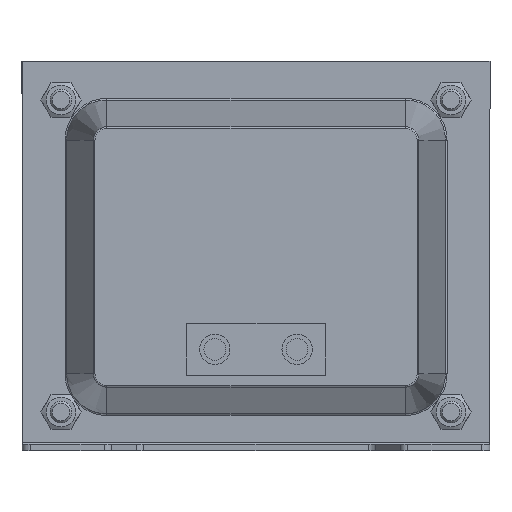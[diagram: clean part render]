
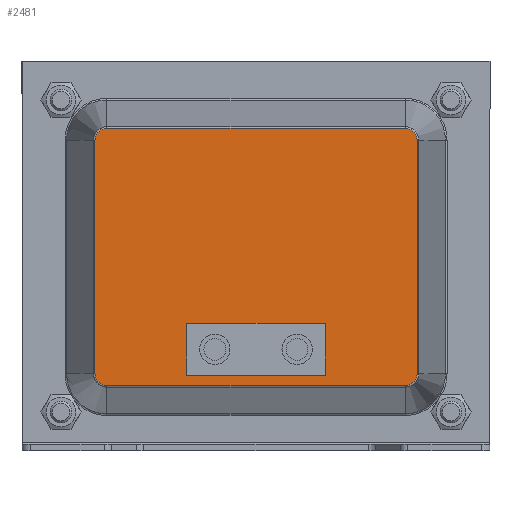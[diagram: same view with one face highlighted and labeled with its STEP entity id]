
A CAD part, front view. The second image highlights one B-rep face of the part: STEP entity #2481.
In plain terms, the highlighted face is planar.
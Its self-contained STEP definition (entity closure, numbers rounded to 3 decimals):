
#114=FACE_BOUND('',#444,.T.);
#196=PLANE('',#2847);
#300=FACE_OUTER_BOUND('',#443,.T.);
#443=EDGE_LOOP('',(#1844,#1845,#1846,#1847,#1848,#1849,#1850,#1851));
#444=EDGE_LOOP('',(#1852,#1853,#1854,#1855));
#612=LINE('',#3869,#810);
#616=LINE('',#3877,#814);
#619=LINE('',#3883,#817);
#622=LINE('',#3888,#820);
#644=LINE('',#3968,#842);
#646=LINE('',#3988,#844);
#649=LINE('',#3995,#847);
#651=LINE('',#4010,#849);
#810=VECTOR('',#3132,10.);
#814=VECTOR('',#3138,10.);
#817=VECTOR('',#3143,10.);
#820=VECTOR('',#3148,10.);
#842=VECTOR('',#3232,10.);
#844=VECTOR('',#3256,10.);
#847=VECTOR('',#3263,10.);
#849=VECTOR('',#3283,10.);
#1006=CIRCLE('',#2822,2.728);
#1010=CIRCLE('',#2827,2.728);
#1014=CIRCLE('',#2834,2.728);
#1018=CIRCLE('',#2839,2.728);
#1114=VERTEX_POINT('',#3867);
#1115=VERTEX_POINT('',#3868);
#1118=VERTEX_POINT('',#3876);
#1120=VERTEX_POINT('',#3882);
#1147=VERTEX_POINT('',#3965);
#1148=VERTEX_POINT('',#3967);
#1151=VERTEX_POINT('',#3974);
#1152=VERTEX_POINT('',#3979);
#1155=VERTEX_POINT('',#3986);
#1156=VERTEX_POINT('',#3991);
#1159=VERTEX_POINT('',#3998);
#1160=VERTEX_POINT('',#4003);
#1342=EDGE_CURVE('',#1114,#1115,#612,.T.);
#1346=EDGE_CURVE('',#1118,#1114,#616,.T.);
#1349=EDGE_CURVE('',#1120,#1118,#619,.T.);
#1352=EDGE_CURVE('',#1115,#1120,#622,.T.);
#1391=EDGE_CURVE('',#1147,#1148,#644,.T.);
#1395=EDGE_CURVE('',#1151,#1147,#1006,.T.);
#1399=EDGE_CURVE('',#1148,#1152,#1010,.T.);
#1401=EDGE_CURVE('',#1155,#1151,#646,.T.);
#1405=EDGE_CURVE('',#1152,#1156,#649,.T.);
#1407=EDGE_CURVE('',#1159,#1155,#1014,.T.);
#1411=EDGE_CURVE('',#1156,#1160,#1018,.T.);
#1413=EDGE_CURVE('',#1160,#1159,#651,.T.);
#1844=ORIENTED_EDGE('',*,*,#1391,.F.);
#1845=ORIENTED_EDGE('',*,*,#1395,.F.);
#1846=ORIENTED_EDGE('',*,*,#1401,.F.);
#1847=ORIENTED_EDGE('',*,*,#1407,.F.);
#1848=ORIENTED_EDGE('',*,*,#1413,.F.);
#1849=ORIENTED_EDGE('',*,*,#1411,.F.);
#1850=ORIENTED_EDGE('',*,*,#1405,.F.);
#1851=ORIENTED_EDGE('',*,*,#1399,.F.);
#1852=ORIENTED_EDGE('',*,*,#1342,.T.);
#1853=ORIENTED_EDGE('',*,*,#1352,.T.);
#1854=ORIENTED_EDGE('',*,*,#1349,.T.);
#1855=ORIENTED_EDGE('',*,*,#1346,.T.);
#2481=ADVANCED_FACE('',(#300,#114),#196,.T.);
#2822=AXIS2_PLACEMENT_3D('',#3976,#3240,#3241);
#2827=AXIS2_PLACEMENT_3D('',#3983,#3250,#3251);
#2834=AXIS2_PLACEMENT_3D('',#4000,#3268,#3269);
#2839=AXIS2_PLACEMENT_3D('',#4007,#3278,#3279);
#2847=AXIS2_PLACEMENT_3D('',#4029,#3303,#3304);
#3132=DIRECTION('',(0.,0.,-1.));
#3138=DIRECTION('',(-1.,0.,0.));
#3143=DIRECTION('',(0.,0.,1.));
#3148=DIRECTION('',(1.,0.,0.));
#3232=DIRECTION('',(1.,0.,0.));
#3240=DIRECTION('center_axis',(0.,-1.,0.));
#3241=DIRECTION('ref_axis',(-0.707,0.,-0.707));
#3250=DIRECTION('center_axis',(0.,-1.,0.));
#3251=DIRECTION('ref_axis',(0.707,0.,-0.707));
#3256=DIRECTION('',(0.,0.,-1.));
#3263=DIRECTION('',(0.,0.,1.));
#3268=DIRECTION('center_axis',(0.,-1.,0.));
#3269=DIRECTION('ref_axis',(-0.707,0.,0.707));
#3278=DIRECTION('center_axis',(0.,-1.,0.));
#3279=DIRECTION('ref_axis',(0.707,0.,0.707));
#3283=DIRECTION('',(-1.,0.,0.));
#3303=DIRECTION('center_axis',(0.,1.,0.));
#3304=DIRECTION('ref_axis',(0.,0.,1.));
#3867=CARTESIAN_POINT('',(-29.458,37.,70.));
#3868=CARTESIAN_POINT('',(-29.458,37.,38.));
#3869=CARTESIAN_POINT('',(-29.458,37.,61.994));
#3876=CARTESIAN_POINT('',(-17.458,37.,70.));
#3877=CARTESIAN_POINT('',(-31.118,37.,70.));
#3882=CARTESIAN_POINT('',(-17.458,37.,38.));
#3883=CARTESIAN_POINT('',(-17.458,37.,45.994));
#3888=CARTESIAN_POINT('',(-37.118,37.,38.));
#3965=CARTESIAN_POINT('',(-71.73,37.,16.808));
#3967=CARTESIAN_POINT('',(-17.826,37.,16.808));
#3968=CARTESIAN_POINT('',(-31.302,37.,16.808));
#3974=CARTESIAN_POINT('',(-74.458,37.,19.537));
#3976=CARTESIAN_POINT('Origin',(-71.73,37.,19.537));
#3979=CARTESIAN_POINT('',(-15.098,37.,19.537));
#3983=CARTESIAN_POINT('Origin',(-17.826,37.,19.537));
#3986=CARTESIAN_POINT('',(-74.458,37.,88.441));
#3988=CARTESIAN_POINT('',(-74.458,37.,36.763));
#3991=CARTESIAN_POINT('',(-15.098,37.,88.441));
#3995=CARTESIAN_POINT('',(-15.098,37.,71.215));
#3998=CARTESIAN_POINT('',(-71.73,37.,91.169));
#4000=CARTESIAN_POINT('Origin',(-71.73,37.,88.441));
#4003=CARTESIAN_POINT('',(-17.826,37.,91.169));
#4007=CARTESIAN_POINT('Origin',(-17.826,37.,88.441));
#4010=CARTESIAN_POINT('',(-58.254,37.,91.169));
#4029=CARTESIAN_POINT('Origin',(-44.778,37.,53.989));
